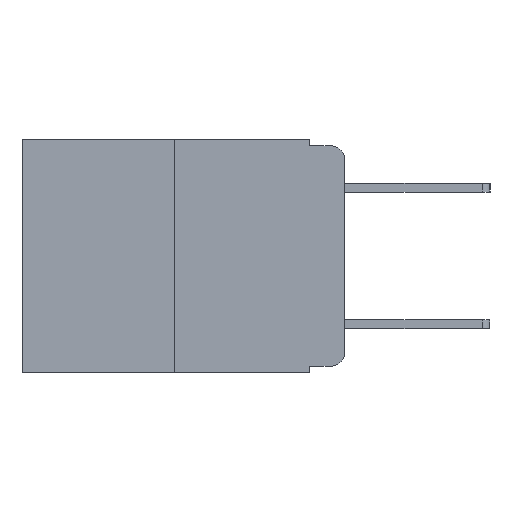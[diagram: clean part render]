
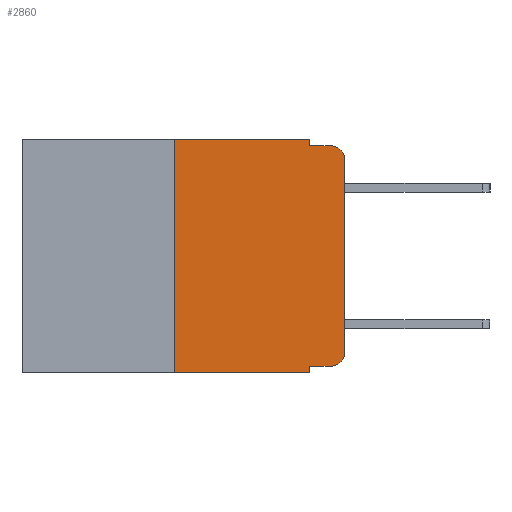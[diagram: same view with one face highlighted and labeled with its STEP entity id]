
A CAD part, left-side view. The second image highlights one B-rep face of the part: STEP entity #2860.
In plain terms, the highlighted planar face has unit normal (-1, 0, 0).
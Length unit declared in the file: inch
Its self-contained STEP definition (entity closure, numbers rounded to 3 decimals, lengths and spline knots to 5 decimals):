
#43 = ORIENTED_EDGE ( 'NONE', *, *, #5766, .T. ) ;
#69 = CARTESIAN_POINT ( 'NONE',  ( 0., 0.051, -0.343 ) ) ;
#156 = CARTESIAN_POINT ( 'NONE',  ( 0., 0., -0.03 ) ) ;
#286 = LINE ( 'NONE', #728, #4931 ) ;
#357 = ORIENTED_EDGE ( 'NONE', *, *, #2771, .T. ) ;
#373 = VERTEX_POINT ( 'NONE', #156 ) ;
#464 = CARTESIAN_POINT ( 'NONE',  ( 0., 0.25, 0. ) ) ;
#724 = VERTEX_POINT ( 'NONE', #6651 ) ;
#728 = CARTESIAN_POINT ( 'NONE',  ( 0., 0.473, -0.343 ) ) ;
#967 = CIRCLE ( 'NONE', #8515, 0.02 ) ;
#1066 = VERTEX_POINT ( 'NONE', #464 ) ;
#1276 = ORIENTED_EDGE ( 'NONE', *, *, #8126, .F. ) ;
#1591 = EDGE_CURVE ( 'NONE', #8523, #4886, #5794, .T. ) ;
#1697 = EDGE_LOOP ( 'NONE', ( #43, #357, #9637, #3461, #1276, #10604, #10847, #5393, #7863, #9898 ) ) ;
#1749 = CARTESIAN_POINT ( 'NONE',  ( 0., 0.051, -0.333 ) ) ;
#1767 = LINE ( 'NONE', #5491, #8402 ) ;
#2431 = CARTESIAN_POINT ( 'NONE',  ( 0., 0., 0. ) ) ;
#2528 = CARTESIAN_POINT ( 'NONE',  ( 0., 0.25, 0. ) ) ;
#2708 = VECTOR ( 'NONE', #9122, 39.37008 ) ;
#2771 = EDGE_CURVE ( 'NONE', #373, #10232, #967, .T. ) ;
#2843 = EDGE_CURVE ( 'NONE', #9976, #8523, #4705, .T. ) ;
#2860 = ADVANCED_FACE ( 'NONE', ( #4445 ), #8345, .F. ) ;
#3017 = VECTOR ( 'NONE', #10885, 39.37008 ) ;
#3461 = ORIENTED_EDGE ( 'NONE', *, *, #9245, .F. ) ;
#3473 = VECTOR ( 'NONE', #8430, 39.37008 ) ;
#4276 = LINE ( 'NONE', #7547, #10564 ) ;
#4379 = AXIS2_PLACEMENT_3D ( 'NONE', #10003, #10403, #10395 ) ;
#4445 = FACE_OUTER_BOUND ( 'NONE', #1697, .T. ) ;
#4705 = LINE ( 'NONE', #9876, #8851 ) ;
#4886 = VERTEX_POINT ( 'NONE', #9113 ) ;
#4931 = VECTOR ( 'NONE', #6978, 39.37008 ) ;
#5162 = DIRECTION ( 'NONE',  ( 0., 0., -1. ) ) ;
#5172 = DIRECTION ( 'NONE',  ( 1., 0., 0. ) ) ;
#5360 = LINE ( 'NONE', #2528, #3017 ) ;
#5393 = ORIENTED_EDGE ( 'NONE', *, *, #7459, .F. ) ;
#5491 = CARTESIAN_POINT ( 'NONE',  ( 0., 0.051, -0.01 ) ) ;
#5766 = EDGE_CURVE ( 'NONE', #4886, #373, #7994, .T. ) ;
#5794 = CIRCLE ( 'NONE', #4379, 0.02 ) ;
#6651 = CARTESIAN_POINT ( 'NONE',  ( 0., 0.051, -0.01 ) ) ;
#6746 = DIRECTION ( 'NONE',  ( 0., 0., -1. ) ) ;
#6978 = DIRECTION ( 'NONE',  ( 0., -1., 0. ) ) ;
#7009 = DIRECTION ( 'NONE',  ( 0., 0., -1. ) ) ;
#7019 = DIRECTION ( 'NONE',  ( -1., 0., 0. ) ) ;
#7039 = CARTESIAN_POINT ( 'NONE',  ( 0., 0.02, -0.03 ) ) ;
#7045 = LINE ( 'NONE', #8306, #2708 ) ;
#7212 = AXIS2_PLACEMENT_3D ( 'NONE', #7531, #5172, #5162 ) ;
#7290 = CARTESIAN_POINT ( 'NONE',  ( 0., 0.02, -0.01 ) ) ;
#7459 = EDGE_CURVE ( 'NONE', #9976, #10188, #10715, .T. ) ;
#7531 = CARTESIAN_POINT ( 'NONE',  ( 0., 0.473, 0. ) ) ;
#7547 = CARTESIAN_POINT ( 'NONE',  ( 0., 0.473, 0. ) ) ;
#7607 = EDGE_CURVE ( 'NONE', #10482, #1066, #5360, .T. ) ;
#7863 = ORIENTED_EDGE ( 'NONE', *, *, #2843, .T. ) ;
#7984 = VERTEX_POINT ( 'NONE', #8993 ) ;
#7994 = LINE ( 'NONE', #2431, #3473 ) ;
#8126 = EDGE_CURVE ( 'NONE', #1066, #7984, #4276, .T. ) ;
#8306 = CARTESIAN_POINT ( 'NONE',  ( 0., 0.051, 0. ) ) ;
#8345 = PLANE ( 'NONE',  #7212 ) ;
#8402 = VECTOR ( 'NONE', #9600, 39.37008 ) ;
#8430 = DIRECTION ( 'NONE',  ( 0., 0., 1. ) ) ;
#8515 = AXIS2_PLACEMENT_3D ( 'NONE', #7039, #7019, #7009 ) ;
#8523 = VERTEX_POINT ( 'NONE', #10443 ) ;
#8602 = VECTOR ( 'NONE', #6746, 39.37008 ) ;
#8851 = VECTOR ( 'NONE', #9862, 39.37008 ) ;
#8993 = CARTESIAN_POINT ( 'NONE',  ( 0., 0.051, 0. ) ) ;
#9113 = CARTESIAN_POINT ( 'NONE',  ( 0., 0., -0.313 ) ) ;
#9122 = DIRECTION ( 'NONE',  ( 0., 0., -1. ) ) ;
#9154 = CARTESIAN_POINT ( 'NONE',  ( 0., 0.051, 0. ) ) ;
#9182 = DIRECTION ( 'NONE',  ( 0., -1., 0. ) ) ;
#9183 = CARTESIAN_POINT ( 'NONE',  ( 0., 0.25, -0.343 ) ) ;
#9245 = EDGE_CURVE ( 'NONE', #7984, #724, #7045, .T. ) ;
#9600 = DIRECTION ( 'NONE',  ( 0., -1., 0. ) ) ;
#9637 = ORIENTED_EDGE ( 'NONE', *, *, #10813, .F. ) ;
#9862 = DIRECTION ( 'NONE',  ( 0., -1., 0. ) ) ;
#9876 = CARTESIAN_POINT ( 'NONE',  ( 0., 0.051, -0.333 ) ) ;
#9898 = ORIENTED_EDGE ( 'NONE', *, *, #1591, .T. ) ;
#9930 = EDGE_CURVE ( 'NONE', #10482, #10188, #286, .T. ) ;
#9976 = VERTEX_POINT ( 'NONE', #1749 ) ;
#10003 = CARTESIAN_POINT ( 'NONE',  ( 0., 0.02, -0.313 ) ) ;
#10188 = VERTEX_POINT ( 'NONE', #69 ) ;
#10232 = VERTEX_POINT ( 'NONE', #7290 ) ;
#10395 = DIRECTION ( 'NONE',  ( 0., 0., -1. ) ) ;
#10403 = DIRECTION ( 'NONE',  ( -1., 0., 0. ) ) ;
#10443 = CARTESIAN_POINT ( 'NONE',  ( 0., 0.02, -0.333 ) ) ;
#10482 = VERTEX_POINT ( 'NONE', #9183 ) ;
#10564 = VECTOR ( 'NONE', #9182, 39.37008 ) ;
#10604 = ORIENTED_EDGE ( 'NONE', *, *, #7607, .F. ) ;
#10715 = LINE ( 'NONE', #9154, #8602 ) ;
#10813 = EDGE_CURVE ( 'NONE', #724, #10232, #1767, .T. ) ;
#10847 = ORIENTED_EDGE ( 'NONE', *, *, #9930, .T. ) ;
#10885 = DIRECTION ( 'NONE',  ( 0., 0., 1. ) ) ;
